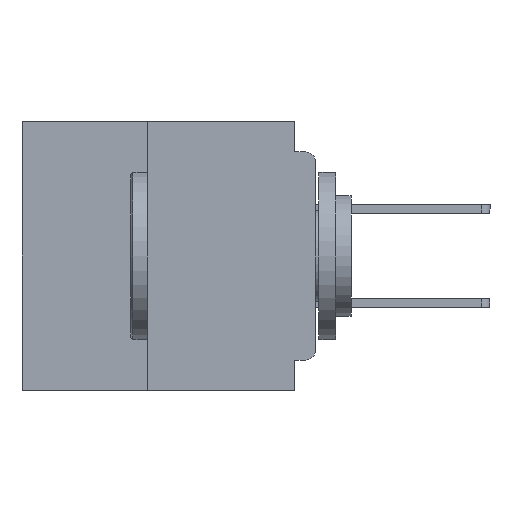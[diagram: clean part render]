
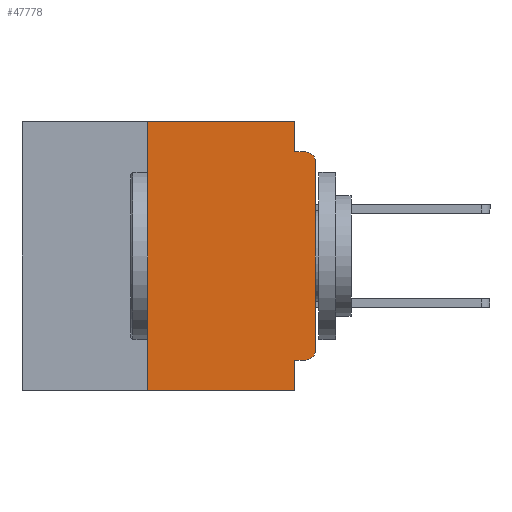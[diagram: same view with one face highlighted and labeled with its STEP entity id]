
A CAD part, left-side view. The second image highlights one B-rep face of the part: STEP entity #47778.
In plain terms, the highlighted planar face has unit normal (-1, 0, 0).
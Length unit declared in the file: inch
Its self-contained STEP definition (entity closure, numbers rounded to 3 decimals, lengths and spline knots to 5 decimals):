
#1758 = VERTEX_POINT ( 'NONE', #47071 ) ;
#1957 = EDGE_CURVE ( 'NONE', #1758, #33204, #42145, .T. ) ;
#2099 = EDGE_LOOP ( 'NONE', ( #34836, #55635, #6923, #11974, #32063, #27255, #17120, #51023, #49091, #58389 ) ) ;
#2279 = DIRECTION ( 'NONE',  ( 0., 0., -1. ) ) ;
#4347 = CARTESIAN_POINT ( 'NONE',  ( 0., 0., -0.06 ) ) ;
#4459 = CARTESIAN_POINT ( 'NONE',  ( 0., 0.031, -0.045 ) ) ;
#4890 = LINE ( 'NONE', #13812, #47878 ) ;
#5326 = PLANE ( 'NONE',  #13049 ) ;
#5758 = VERTEX_POINT ( 'NONE', #33346 ) ;
#5818 = VERTEX_POINT ( 'NONE', #20147 ) ;
#6238 = EDGE_CURVE ( 'NONE', #52086, #27092, #57988, .T. ) ;
#6923 = ORIENTED_EDGE ( 'NONE', *, *, #21437, .F. ) ;
#7011 = LINE ( 'NONE', #7104, #17757 ) ;
#7055 = VECTOR ( 'NONE', #39972, 39.37008 ) ;
#7104 = CARTESIAN_POINT ( 'NONE',  ( 0., 0.437, -0.4 ) ) ;
#7468 = EDGE_CURVE ( 'NONE', #53154, #5758, #27069, .T. ) ;
#8425 = CARTESIAN_POINT ( 'NONE',  ( 0., 0.437, 0. ) ) ;
#9772 = VECTOR ( 'NONE', #13082, 39.37008 ) ;
#10369 = CARTESIAN_POINT ( 'NONE',  ( 0., 0.015, -0.355 ) ) ;
#11742 = DIRECTION ( 'NONE',  ( 0., -1., 0. ) ) ;
#11974 = ORIENTED_EDGE ( 'NONE', *, *, #19034, .F. ) ;
#13049 = AXIS2_PLACEMENT_3D ( 'NONE', #46588, #19195, #51208 ) ;
#13082 = DIRECTION ( 'NONE',  ( 0., -1., 0. ) ) ;
#13812 = CARTESIAN_POINT ( 'NONE',  ( 0., 0., -0.355 ) ) ;
#14963 = CARTESIAN_POINT ( 'NONE',  ( 0., 0.031, -0.4 ) ) ;
#17120 = ORIENTED_EDGE ( 'NONE', *, *, #27260, .T. ) ;
#17156 = CARTESIAN_POINT ( 'NONE',  ( 0., 0.015, -0.06 ) ) ;
#17163 = EDGE_CURVE ( 'NONE', #33204, #5818, #34363, .T. ) ;
#17757 = VECTOR ( 'NONE', #11742, 39.37008 ) ;
#17842 = VECTOR ( 'NONE', #27002, 39.37008 ) ;
#18076 = DIRECTION ( 'NONE',  ( 0., 0., -1. ) ) ;
#18395 = DIRECTION ( 'NONE',  ( 0., 1., 0. ) ) ;
#19034 = EDGE_CURVE ( 'NONE', #20700, #31159, #26778, .T. ) ;
#19195 = DIRECTION ( 'NONE',  ( 1., 0., 0. ) ) ;
#20147 = CARTESIAN_POINT ( 'NONE',  ( 0., 0.015, -0.045 ) ) ;
#20700 = VERTEX_POINT ( 'NONE', #48896 ) ;
#21437 = EDGE_CURVE ( 'NONE', #31159, #5818, #54381, .T. ) ;
#21816 = DIRECTION ( 'NONE',  ( 0., 0., -1. ) ) ;
#22412 = CARTESIAN_POINT ( 'NONE',  ( 0., 0., -0.045 ) ) ;
#24966 = VERTEX_POINT ( 'NONE', #10369 ) ;
#25189 = CARTESIAN_POINT ( 'NONE',  ( 0., 0.25, -0.4 ) ) ;
#26223 = CARTESIAN_POINT ( 'NONE',  ( 0., 0.25, -0.4 ) ) ;
#26778 = LINE ( 'NONE', #36526, #37507 ) ;
#27002 = DIRECTION ( 'NONE',  ( 0., -1., 0. ) ) ;
#27069 = LINE ( 'NONE', #26223, #51397 ) ;
#27092 = VERTEX_POINT ( 'NONE', #14963 ) ;
#27255 = ORIENTED_EDGE ( 'NONE', *, *, #7468, .F. ) ;
#27260 = EDGE_CURVE ( 'NONE', #53154, #27092, #7011, .T. ) ;
#29816 = DIRECTION ( 'NONE',  ( -1., 0., 0. ) ) ;
#31159 = VERTEX_POINT ( 'NONE', #4459 ) ;
#32063 = ORIENTED_EDGE ( 'NONE', *, *, #55856, .F. ) ;
#33189 = AXIS2_PLACEMENT_3D ( 'NONE', #57175, #29816, #2279 ) ;
#33204 = VERTEX_POINT ( 'NONE', #4347 ) ;
#33346 = CARTESIAN_POINT ( 'NONE',  ( 0., 0.25, 0. ) ) ;
#33549 = EDGE_CURVE ( 'NONE', #24966, #1758, #59280, .T. ) ;
#34363 = CIRCLE ( 'NONE', #54457, 0.015 ) ;
#34836 = ORIENTED_EDGE ( 'NONE', *, *, #1957, .T. ) ;
#35372 = CARTESIAN_POINT ( 'NONE',  ( 0., 0.031, -0.355 ) ) ;
#36526 = CARTESIAN_POINT ( 'NONE',  ( 0., 0.031, 0. ) ) ;
#36705 = DIRECTION ( 'NONE',  ( 0., 0., -1. ) ) ;
#37507 = VECTOR ( 'NONE', #18076, 39.37008 ) ;
#39972 = DIRECTION ( 'NONE',  ( 0., 0., 1. ) ) ;
#40561 = CARTESIAN_POINT ( 'NONE',  ( 0., 0., 0. ) ) ;
#42145 = LINE ( 'NONE', #40561, #7055 ) ;
#45693 = CARTESIAN_POINT ( 'NONE',  ( 0., 0.031, -0.4 ) ) ;
#45813 = VECTOR ( 'NONE', #36705, 39.37008 ) ;
#46263 = LINE ( 'NONE', #8425, #9772 ) ;
#46588 = CARTESIAN_POINT ( 'NONE',  ( 0., 0.437, 0. ) ) ;
#47071 = CARTESIAN_POINT ( 'NONE',  ( 0., 0., -0.34 ) ) ;
#47691 = EDGE_CURVE ( 'NONE', #24966, #52086, #4890, .T. ) ;
#47778 = ADVANCED_FACE ( 'NONE', ( #52129 ), #5326, .F. ) ;
#47878 = VECTOR ( 'NONE', #18395, 39.37008 ) ;
#48896 = CARTESIAN_POINT ( 'NONE',  ( 0., 0.031, 0. ) ) ;
#48991 = DIRECTION ( 'NONE',  ( 0., 0., 1. ) ) ;
#49091 = ORIENTED_EDGE ( 'NONE', *, *, #47691, .F. ) ;
#49179 = DIRECTION ( 'NONE',  ( -1., 0., 0. ) ) ;
#51023 = ORIENTED_EDGE ( 'NONE', *, *, #6238, .F. ) ;
#51208 = DIRECTION ( 'NONE',  ( 0., 0., -1. ) ) ;
#51397 = VECTOR ( 'NONE', #48991, 39.37008 ) ;
#52086 = VERTEX_POINT ( 'NONE', #35372 ) ;
#52129 = FACE_OUTER_BOUND ( 'NONE', #2099, .T. ) ;
#53154 = VERTEX_POINT ( 'NONE', #25189 ) ;
#54381 = LINE ( 'NONE', #22412, #17842 ) ;
#54457 = AXIS2_PLACEMENT_3D ( 'NONE', #17156, #49179, #21816 ) ;
#55635 = ORIENTED_EDGE ( 'NONE', *, *, #17163, .T. ) ;
#55856 = EDGE_CURVE ( 'NONE', #5758, #20700, #46263, .T. ) ;
#57175 = CARTESIAN_POINT ( 'NONE',  ( 0., 0.015, -0.34 ) ) ;
#57988 = LINE ( 'NONE', #45693, #45813 ) ;
#58389 = ORIENTED_EDGE ( 'NONE', *, *, #33549, .T. ) ;
#59280 = CIRCLE ( 'NONE', #33189, 0.015 ) ;
